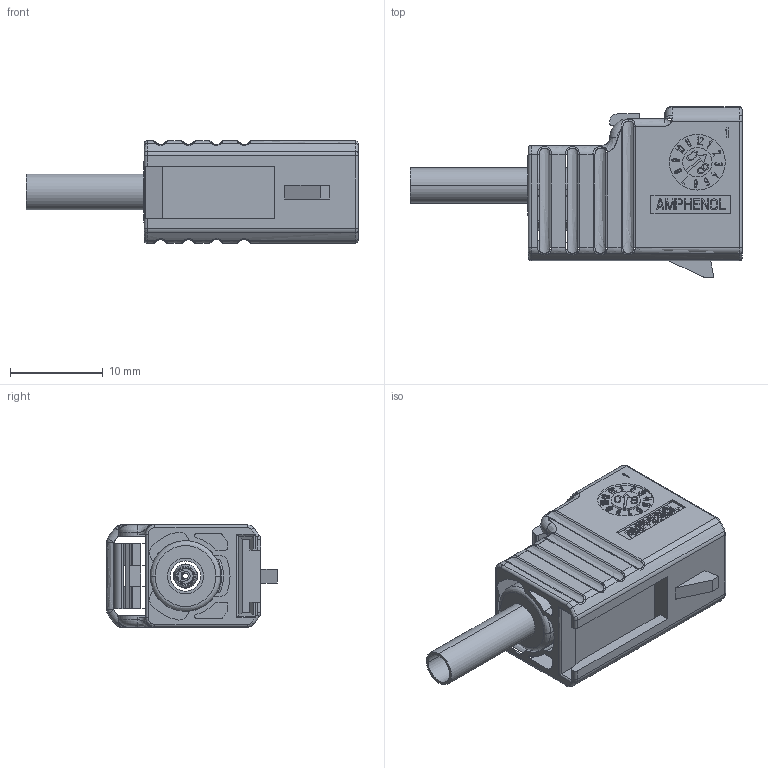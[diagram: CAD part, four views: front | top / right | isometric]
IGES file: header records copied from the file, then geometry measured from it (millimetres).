
Start section:  PTC IGES file: 3fa1-nksj-c01w6.igs
Global section: file name: 3fa1-nksj-c01w6.igs; native system: Pro/ENGINEER by Parametric Technology Corporation; preprocessor: 2008010; author: rkarthik; organization: Unknown; date: 20100118.122306; units: millimetre
Bounding box: 35.74 x 18.4 x 11.01 mm (x, y, z)
Surface area: 3252.2 mm2 (no closed solid volume)
Topology: 0 solids, 0 shells, 302 faces, 2914 edges, 2914 vertices
Faces by surface type: revolution 156, bspline 146
